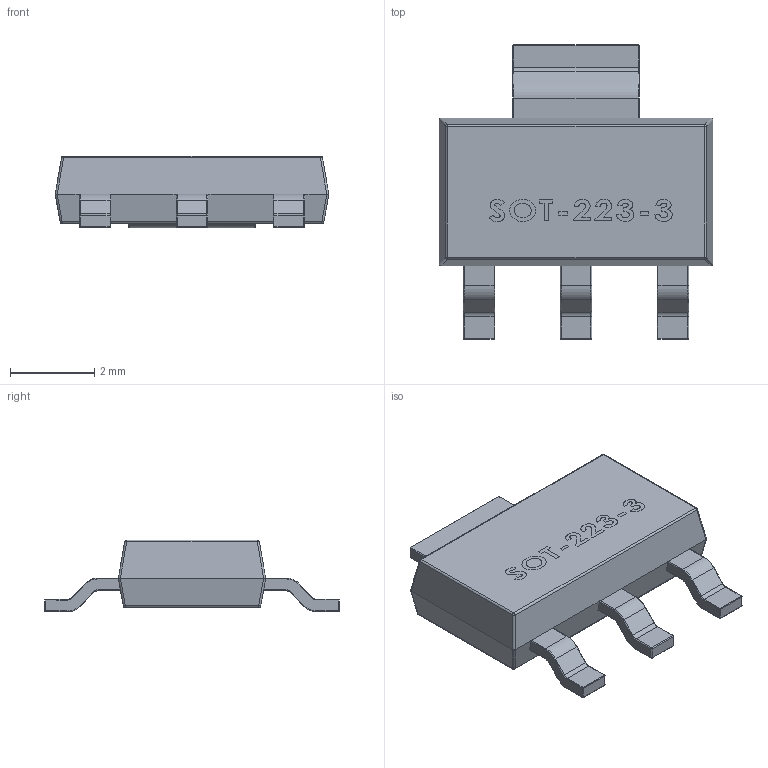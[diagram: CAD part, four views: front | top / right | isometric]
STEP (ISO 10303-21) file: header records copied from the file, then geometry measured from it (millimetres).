
FILE_DESCRIPTION (( 'STEP AP214' ), '1' );
FILE_NAME ('SOT223.STEP', '2015-03-10T01:39:57', ( '' ), ( '' ), 'SwSTEP 2.0', 'SolidWorks 2014', '' );
FILE_SCHEMA (( 'AUTOMOTIVE_DESIGN' ));
Length unit declared in the file: millimetre
Products named in the file (1): SOT223
Bounding box: 6.5 x 7 x 1.7 mm (x, y, z)
Volume: 37.2 mm3; surface area: 95.9 mm2
Topology: 1 solids, 1 shells, 212 faces, 562 edges, 346 vertices
Faces by surface type: cylinder 96, plane 56, torus 35, sphere 25
Entity records: 9611 total; most frequent: CARTESIAN_POINT 2083, DIRECTION 1102, ORIENTED_EDGE 1092, EDGE_CURVE 546, AXIS2_PLACEMENT_3D 424, VERTEX_POINT 346, LINE 254, VECTOR 254
